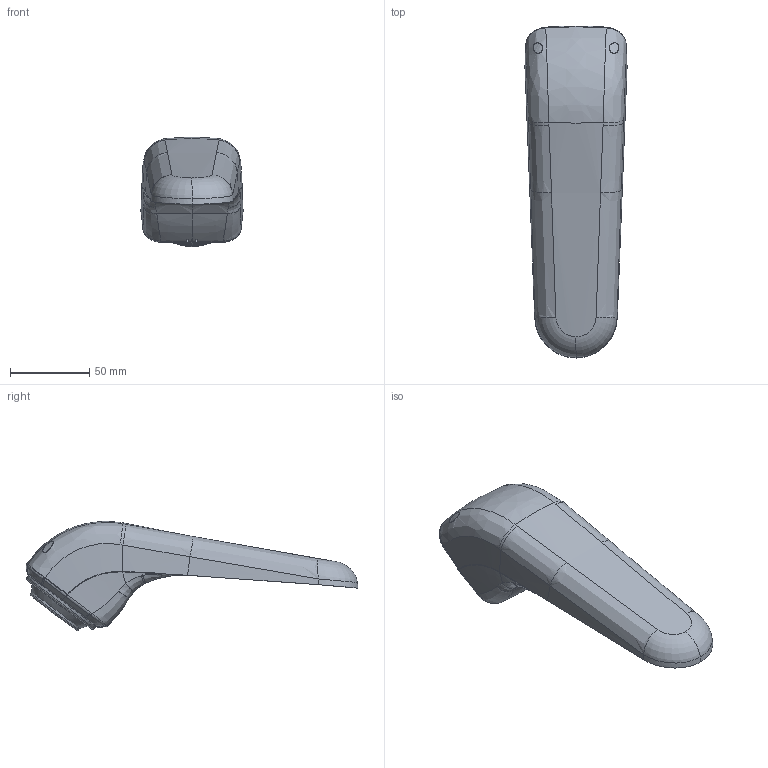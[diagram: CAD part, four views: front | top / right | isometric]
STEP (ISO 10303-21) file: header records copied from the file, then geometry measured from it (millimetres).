
FILE_DESCRIPTION((''),'2;1');
FILE_NAME('003-694-SJ-01_1_89','2022-11-09T09:44:25',('Administrator'),(''),'CREO PARAMETRIC BY PTC INC, 2019010','CREO PARAMETRIC BY PTC INC, 2019010','');
FILE_SCHEMA(('CONFIG_CONTROL_DESIGN','SHAPE_APPEARANCE_LAYERS_GROUPS'));
Length unit declared in the file: millimetre
Products named in the file (1): 003-694-SJ-01_1_89
Bounding box: 64.27 x 208.89 x 68.71 mm (x, y, z)
Volume: 313738.2 mm3; surface area: 61981.1 mm2
Topology: 1 solids, 12 shells, 1069 faces, 3311 edges, 2130 vertices
Faces by surface type: plane 546, bspline 212, cylinder 151, cone 89, torus 34, sphere 17, extrusion 14, revolution 6
Entity records: 65675 total; most frequent: CARTESIAN_POINT 28258, ORIENTED_EDGE 6594, DIRECTION 4460, PRESENTATION_STYLE_ASSIGNMENT 3298, STYLED_ITEM 3298, CURVE_STYLE 3297, EDGE_CURVE 3297, VERTEX_POINT 2130
